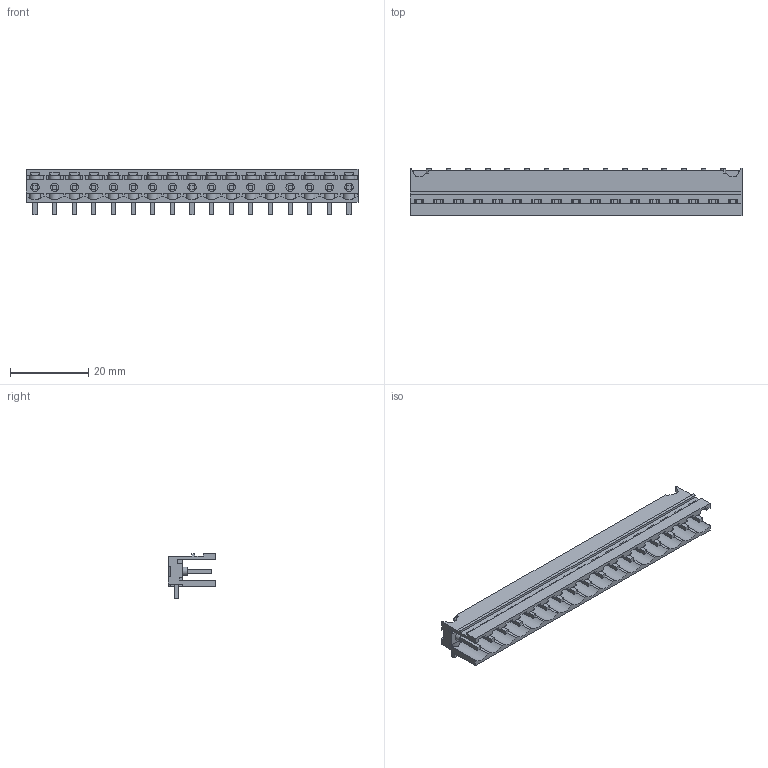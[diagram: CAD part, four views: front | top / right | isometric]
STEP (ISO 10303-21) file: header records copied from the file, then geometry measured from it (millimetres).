
FILE_DESCRIPTION(('CATIA V5 STEP Exchange','CAx-IF Rec.Pracs.--- Model Styling and Organization---1.2---2011-12-15'),'2;1');
FILE_NAME ('D1457091_0_1840040000_1840040000.stp','2018-03-08T08:03:55+00:00',('none'),('Weidmueller'),'CATIA Version 5-6 Release 2014','CATIA V5 STEP AP214','none');
FILE_SCHEMA(('AUTOMOTIVE_DESIGN { 1 0 10303 214 1 1 1 1 }'));
Length unit declared in the file: millimetre
Products named in the file (1): 1840040000
Bounding box: 84.6 x 12 x 11.63 mm (x, y, z)
Volume: 2974.3 mm3; surface area: 7437.4 mm2
Topology: 18 solids, 18 shells, 1101 faces, 3381 edges, 2282 vertices
Faces by surface type: plane 918, cylinder 183
Entity records: 34744 total; most frequent: CARTESIAN_POINT 6902, ORIENTED_EDGE 6762, DIRECTION 4289, EDGE_CURVE 3381, VECTOR 2827, LINE 2827, VERTEX_POINT 2282, EDGE_LOOP 1135
